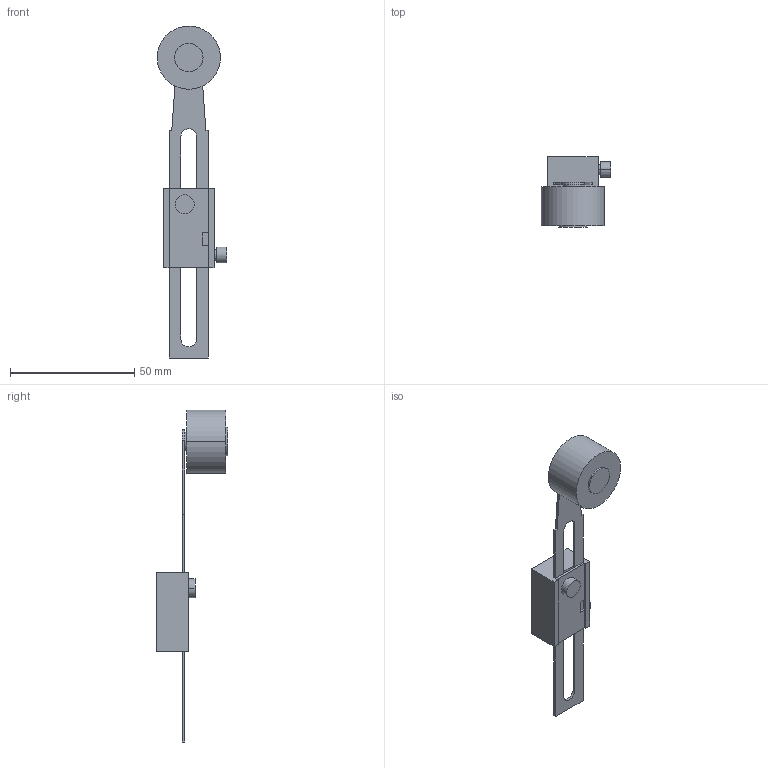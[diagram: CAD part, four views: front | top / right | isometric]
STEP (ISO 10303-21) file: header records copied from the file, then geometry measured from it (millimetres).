
FILE_DESCRIPTION(('STEP AP242'),'1');
FILE_NAME('9007ha23.stp','2021-09-28T11:49:22',('TraceParts'),('TraceParts S.A.'),'Spatial InterOp 3D',' ',' ');
FILE_SCHEMA(('AP242_MANAGED_MODEL_BASED_3D_ENGINEERING_MIM_LF {1 0 10303 442 1 1 4}'));
Length unit declared in the file: millimetre
Products named in the file (1): 9007ha23
Bounding box: 27.94 x 28.57 x 133.35 mm (x, y, z)
Volume: 17256 mm3; surface area: 7760.5 mm2
Topology: 1 solids, 1 shells, 57 faces, 153 edges, 98 vertices
Faces by surface type: plane 40, cylinder 17
Entity records: 2257 total; most frequent: CARTESIAN_POINT 309, ORIENTED_EDGE 306, DIRECTION 303, EDGE_CURVE 153, LINE 119, VECTOR 119, VERTEX_POINT 98, AXIS2_PLACEMENT_3D 92
